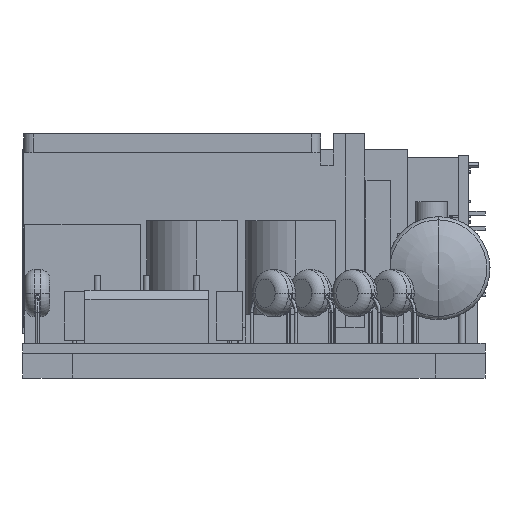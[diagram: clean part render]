
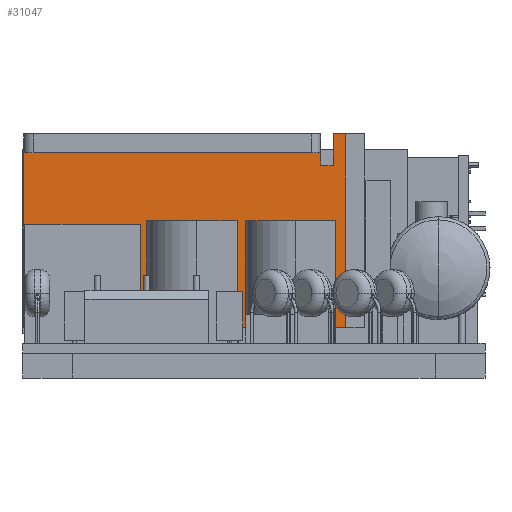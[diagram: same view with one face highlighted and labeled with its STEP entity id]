
A CAD part, left-side view. The second image highlights one B-rep face of the part: STEP entity #31047.
In plain terms, the highlighted face is planar.
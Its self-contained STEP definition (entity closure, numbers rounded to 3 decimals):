
#30297=DIRECTION('',(0.,1.,0.));
#30298=VECTOR('',#30297,2.);
#30299=CARTESIAN_POINT('',(-7.,26.,3.));
#30300=LINE('',#30299,#30298);
#30309=DIRECTION('',(-1.,0.,0.));
#30310=VECTOR('',#30309,2.);
#30311=CARTESIAN_POINT('',(-5.,26.,3.));
#30312=LINE('',#30311,#30310);
#30341=DIRECTION('',(1.,0.,0.));
#30342=VECTOR('',#30341,51.5);
#30343=CARTESIAN_POINT('',(-54.5,0.,3.));
#30344=LINE('',#30343,#30342);
#30353=DIRECTION('',(0.,1.,0.));
#30354=VECTOR('',#30353,5.);
#30355=CARTESIAN_POINT('',(-5.,26.,3.));
#30356=LINE('',#30355,#30354);
#30357=DIRECTION('',(1.,0.,0.));
#30358=VECTOR('',#30357,2.);
#30359=CARTESIAN_POINT('',(-5.,31.,3.));
#30360=LINE('',#30359,#30358);
#30361=DIRECTION('',(0.,-1.,0.));
#30362=VECTOR('',#30361,31.);
#30363=CARTESIAN_POINT('',(-3.,31.,3.));
#30364=LINE('',#30363,#30362);
#30385=DIRECTION('',(0.,-1.,0.));
#30386=VECTOR('',#30385,28.);
#30387=CARTESIAN_POINT('',(-54.5,28.,3.));
#30388=LINE('',#30387,#30386);
#30398=DIRECTION('',(-1.,0.,0.));
#30399=VECTOR('',#30398,47.5);
#30400=CARTESIAN_POINT('',(-7.,28.,3.));
#30401=LINE('',#30400,#30399);
#30666=CARTESIAN_POINT('',(-54.5,28.,3.));
#30667=VERTEX_POINT('',#30666);
#30668=CARTESIAN_POINT('',(-54.5,0.,3.));
#30669=VERTEX_POINT('',#30668);
#30678=CARTESIAN_POINT('',(-7.,28.,3.));
#30679=VERTEX_POINT('',#30678);
#30722=CARTESIAN_POINT('',(-5.,31.,3.));
#30723=VERTEX_POINT('',#30722);
#30728=CARTESIAN_POINT('',(-3.,31.,3.));
#30729=VERTEX_POINT('',#30728);
#30772=CARTESIAN_POINT('',(-5.,26.,3.));
#30773=VERTEX_POINT('',#30772);
#30774=CARTESIAN_POINT('',(-7.,26.,3.));
#30775=VERTEX_POINT('',#30774);
#30776=CARTESIAN_POINT('',(-3.,0.,3.));
#30777=VERTEX_POINT('',#30776);
#31029=CARTESIAN_POINT('',(0.,0.,3.));
#31030=DIRECTION('',(0.,0.,-1.));
#31031=DIRECTION('',(-1.,0.,0.));
#31032=AXIS2_PLACEMENT_3D('',#31029,#31030,#31031);
#31033=PLANE('',#31032);
#31034=ORIENTED_EDGE('',*,*,#30959,.F.);
#31035=ORIENTED_EDGE('',*,*,#30973,.T.);
#31036=ORIENTED_EDGE('',*,*,#30992,.T.);
#31038=ORIENTED_EDGE('',*,*,#31037,.T.);
#31039=ORIENTED_EDGE('',*,*,#31016,.F.);
#31041=ORIENTED_EDGE('',*,*,#31040,.F.);
#31043=ORIENTED_EDGE('',*,*,#31042,.F.);
#31044=ORIENTED_EDGE('',*,*,#30944,.F.);
#31045=EDGE_LOOP('',(#31034,#31035,#31036,#31038,#31039,#31041,#31043,#31044));
#31046=FACE_OUTER_BOUND('',#31045,.F.);
#30944=EDGE_CURVE('',#30775,#30679,#30300,.T.);
#30959=EDGE_CURVE('',#30773,#30775,#30312,.T.);
#30973=EDGE_CURVE('',#30773,#30723,#30356,.T.);
#30992=EDGE_CURVE('',#30723,#30729,#30360,.T.);
#31016=EDGE_CURVE('',#30669,#30777,#30344,.T.);
#31037=EDGE_CURVE('',#30729,#30777,#30364,.T.);
#31040=EDGE_CURVE('',#30667,#30669,#30388,.T.);
#31042=EDGE_CURVE('',#30679,#30667,#30401,.T.);
#31047=ADVANCED_FACE('',(#31046),#31033,.F.);
